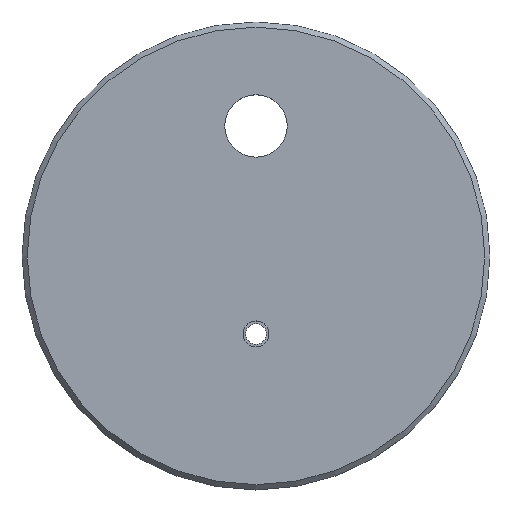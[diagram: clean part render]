
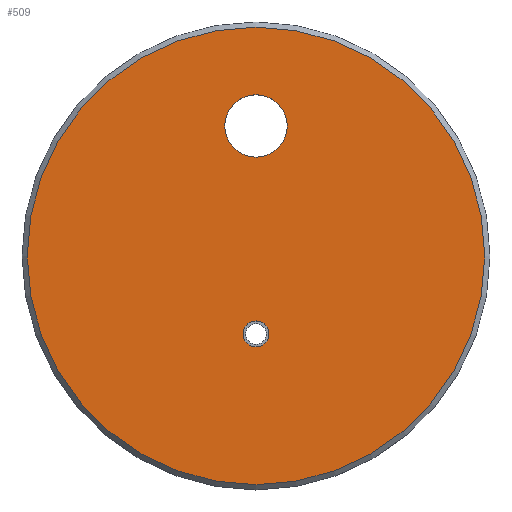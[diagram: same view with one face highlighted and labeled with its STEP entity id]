
A CAD part, top view. The second image highlights one B-rep face of the part: STEP entity #509.
In plain terms, the highlighted planar face has unit normal (0, 0, 1).
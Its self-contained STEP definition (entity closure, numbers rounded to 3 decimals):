
#2 = CIRCLE ( 'NONE', #386, 6. ) ;
#4 = CARTESIAN_POINT ( 'NONE',  ( 0., 0., 12. ) ) ;
#38 = VERTEX_POINT ( 'NONE', #315 ) ;
#41 = VERTEX_POINT ( 'NONE', #485 ) ;
#48 = VERTEX_POINT ( 'NONE', #491 ) ;
#53 = EDGE_LOOP ( 'NONE', ( #144, #544 ) ) ;
#72 = EDGE_CURVE ( 'NONE', #295, #524, #2, .T. ) ;
#95 = FACE_BOUND ( 'NONE', #297, .T. ) ;
#96 = AXIS2_PLACEMENT_3D ( 'NONE', #521, #304, #487 ) ;
#107 = CARTESIAN_POINT ( 'NONE',  ( 0., -15., 12. ) ) ;
#113 = DIRECTION ( 'NONE',  ( 0., 0., 1. ) ) ;
#122 = CIRCLE ( 'NONE', #96, 44. ) ;
#123 = VERTEX_POINT ( 'NONE', #442 ) ;
#144 = ORIENTED_EDGE ( 'NONE', *, *, #415, .T. ) ;
#145 = CARTESIAN_POINT ( 'NONE',  ( 0., -15., 12. ) ) ;
#153 = CARTESIAN_POINT ( 'NONE',  ( -6., 25., 12. ) ) ;
#155 = CARTESIAN_POINT ( 'NONE',  ( 0., 0., 12. ) ) ;
#161 = EDGE_CURVE ( 'NONE', #524, #295, #190, .T. ) ;
#190 = CIRCLE ( 'NONE', #506, 6. ) ;
#219 = ORIENTED_EDGE ( 'NONE', *, *, #72, .T. ) ;
#243 = AXIS2_PLACEMENT_3D ( 'NONE', #145, #490, #366 ) ;
#250 = ORIENTED_EDGE ( 'NONE', *, *, #380, .T. ) ;
#259 = EDGE_CURVE ( 'NONE', #38, #123, #286, .T. ) ;
#268 = PLANE ( 'NONE',  #357 ) ;
#270 = DIRECTION ( 'NONE',  ( 0., 0., -1. ) ) ;
#280 = FACE_OUTER_BOUND ( 'NONE', #298, .T. ) ;
#284 = DIRECTION ( 'NONE',  ( 0., 0., -1. ) ) ;
#286 = CIRCLE ( 'NONE', #310, 44. ) ;
#295 = VERTEX_POINT ( 'NONE', #153 ) ;
#297 = EDGE_LOOP ( 'NONE', ( #219, #400 ) ) ;
#298 = EDGE_LOOP ( 'NONE', ( #468, #250 ) ) ;
#304 = DIRECTION ( 'NONE',  ( 0., 0., 1. ) ) ;
#310 = AXIS2_PLACEMENT_3D ( 'NONE', #155, #113, #371 ) ;
#315 = CARTESIAN_POINT ( 'NONE',  ( -44., 0., 12. ) ) ;
#320 = EDGE_CURVE ( 'NONE', #48, #41, #418, .T. ) ;
#351 = DIRECTION ( 'NONE',  ( 0., 0., 1. ) ) ;
#357 = AXIS2_PLACEMENT_3D ( 'NONE', #4, #351, #445 ) ;
#366 = DIRECTION ( 'NONE',  ( -1., 0., 0. ) ) ;
#371 = DIRECTION ( 'NONE',  ( 1., 0., 0. ) ) ;
#377 = CARTESIAN_POINT ( 'NONE',  ( 6., 25., 12. ) ) ;
#380 = EDGE_CURVE ( 'NONE', #123, #38, #122, .T. ) ;
#386 = AXIS2_PLACEMENT_3D ( 'NONE', #452, #399, #411 ) ;
#399 = DIRECTION ( 'NONE',  ( 0., 0., -1. ) ) ;
#400 = ORIENTED_EDGE ( 'NONE', *, *, #161, .T. ) ;
#411 = DIRECTION ( 'NONE',  ( -1., 0., 0. ) ) ;
#415 = EDGE_CURVE ( 'NONE', #41, #48, #486, .T. ) ;
#418 = CIRCLE ( 'NONE', #512, 2.5 ) ;
#442 = CARTESIAN_POINT ( 'NONE',  ( 44., 0., 12. ) ) ;
#445 = DIRECTION ( 'NONE',  ( 1., 0., 0. ) ) ;
#452 = CARTESIAN_POINT ( 'NONE',  ( 0., 25., 12. ) ) ;
#453 = FACE_BOUND ( 'NONE', #53, .T. ) ;
#460 = DIRECTION ( 'NONE',  ( -1., 0., 0. ) ) ;
#468 = ORIENTED_EDGE ( 'NONE', *, *, #259, .T. ) ;
#485 = CARTESIAN_POINT ( 'NONE',  ( -2.5, -15., 12. ) ) ;
#486 = CIRCLE ( 'NONE', #243, 2.5 ) ;
#487 = DIRECTION ( 'NONE',  ( 1., 0., 0. ) ) ;
#488 = CARTESIAN_POINT ( 'NONE',  ( 0., 25., 12. ) ) ;
#490 = DIRECTION ( 'NONE',  ( 0., 0., -1. ) ) ;
#491 = CARTESIAN_POINT ( 'NONE',  ( 2.5, -15., 12. ) ) ;
#506 = AXIS2_PLACEMENT_3D ( 'NONE', #488, #270, #519 ) ;
#509 = ADVANCED_FACE ( 'NONE', ( #280, #95, #453 ), #268, .T. ) ;
#512 = AXIS2_PLACEMENT_3D ( 'NONE', #107, #284, #460 ) ;
#519 = DIRECTION ( 'NONE',  ( -1., 0., 0. ) ) ;
#521 = CARTESIAN_POINT ( 'NONE',  ( 0., 0., 12. ) ) ;
#524 = VERTEX_POINT ( 'NONE', #377 ) ;
#544 = ORIENTED_EDGE ( 'NONE', *, *, #320, .T. ) ;
